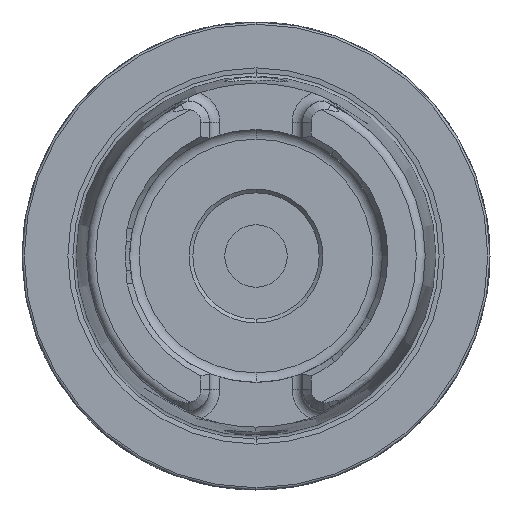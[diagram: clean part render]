
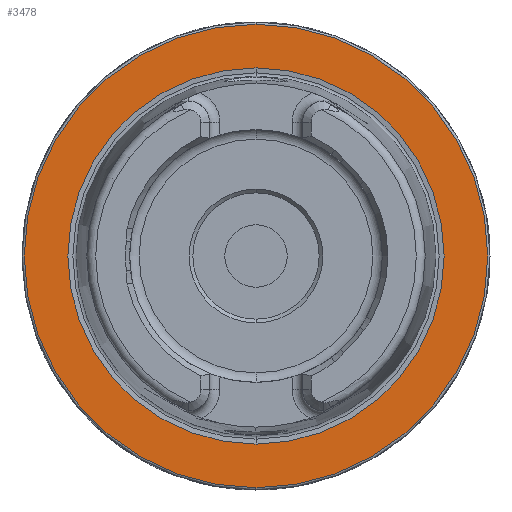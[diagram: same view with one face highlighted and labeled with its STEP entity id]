
A CAD part, left-side view. The second image highlights one B-rep face of the part: STEP entity #3478.
In plain terms, the highlighted planar face has unit normal (-1, 0, 0).
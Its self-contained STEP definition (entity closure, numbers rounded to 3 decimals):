
#1348 = ORIENTED_EDGE ( 'NONE', *, *, #14098, .T. ) ;
#1349 = ORIENTED_EDGE ( 'NONE', *, *, #10833, .T. ) ;
#1352 = ORIENTED_EDGE ( 'NONE', *, *, #10829, .F. ) ;
#1471 = ORIENTED_EDGE ( 'NONE', *, *, #14099, .F. ) ;
#3478 = ADVANCED_FACE ( 'NONE', ( #12546, #12544 ), #4121, .F. ) ;
#4107 = DIRECTION ( 'NONE',  ( 1., 0., 0. ) ) ;
#4111 = DIRECTION ( 'NONE',  ( 0., 0., -1. ) ) ;
#4115 = CARTESIAN_POINT ( 'NONE',  ( 0., 31.2, 0. ) ) ;
#4121 = PLANE ( 'NONE',  #6376 ) ;
#6376 = AXIS2_PLACEMENT_3D ( 'NONE', #4115, #4107, #4111 ) ;
#8072 = VERTEX_POINT ( 'NONE', #13885 ) ;
#8118 = VERTEX_POINT ( 'NONE', #13871 ) ;
#8125 = VERTEX_POINT ( 'NONE', #13869 ) ;
#8146 = VERTEX_POINT ( 'NONE', #13864 ) ;
#8594 = EDGE_LOOP ( 'NONE', ( #1349, #1348 ) ) ;
#8602 = EDGE_LOOP ( 'NONE', ( #1471, #1352 ) ) ;
#9402 = CIRCLE ( 'NONE', #9406, 25.324 ) ;
#9406 = AXIS2_PLACEMENT_3D ( 'NONE', #11431, #11427, #11484 ) ;
#9410 = CIRCLE ( 'NONE', #9413, 31.2 ) ;
#9413 = AXIS2_PLACEMENT_3D ( 'NONE', #11308, #11258, #11249 ) ;
#9514 = CIRCLE ( 'NONE', #9517, 31.2 ) ;
#9516 = CIRCLE ( 'NONE', #9519, 25.324 ) ;
#9517 = AXIS2_PLACEMENT_3D ( 'NONE', #11004, #11005, #11006 ) ;
#9519 = AXIS2_PLACEMENT_3D ( 'NONE', #11001, #11002, #11003 ) ;
#10829 = EDGE_CURVE ( 'NONE', #8146, #8125, #9402, .T. ) ;
#10833 = EDGE_CURVE ( 'NONE', #8118, #8072, #9410, .T. ) ;
#11001 = CARTESIAN_POINT ( 'NONE',  ( 0., 0., 0. ) ) ;
#11002 = DIRECTION ( 'NONE',  ( -1., 0., 0. ) ) ;
#11003 = DIRECTION ( 'NONE',  ( 0., 0., 1. ) ) ;
#11004 = CARTESIAN_POINT ( 'NONE',  ( 0., 0., 0. ) ) ;
#11005 = DIRECTION ( 'NONE',  ( -1., 0., 0. ) ) ;
#11006 = DIRECTION ( 'NONE',  ( 0., 0., 1. ) ) ;
#11249 = DIRECTION ( 'NONE',  ( 0., 0., 1. ) ) ;
#11258 = DIRECTION ( 'NONE',  ( -1., 0., 0. ) ) ;
#11308 = CARTESIAN_POINT ( 'NONE',  ( 0., 0., 0. ) ) ;
#11427 = DIRECTION ( 'NONE',  ( -1., 0., 0. ) ) ;
#11431 = CARTESIAN_POINT ( 'NONE',  ( 0., 0., 0. ) ) ;
#11484 = DIRECTION ( 'NONE',  ( 0., 0., 1. ) ) ;
#12544 = FACE_OUTER_BOUND ( 'NONE', #8594, .T. ) ;
#12546 = FACE_BOUND ( 'NONE', #8602, .T. ) ;
#13864 = CARTESIAN_POINT ( 'NONE',  ( 0., 0., -25.324 ) ) ;
#13869 = CARTESIAN_POINT ( 'NONE',  ( 0., 0., 25.324 ) ) ;
#13871 = CARTESIAN_POINT ( 'NONE',  ( 0., 0., 31.2 ) ) ;
#13885 = CARTESIAN_POINT ( 'NONE',  ( 0., 0., -31.2 ) ) ;
#14098 = EDGE_CURVE ( 'NONE', #8072, #8118, #9514, .T. ) ;
#14099 = EDGE_CURVE ( 'NONE', #8125, #8146, #9516, .T. ) ;
